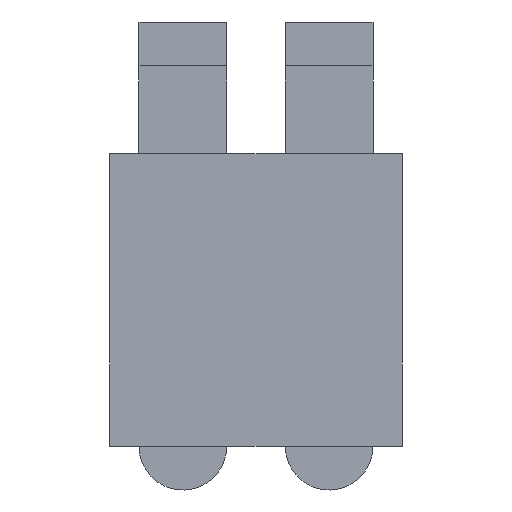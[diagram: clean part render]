
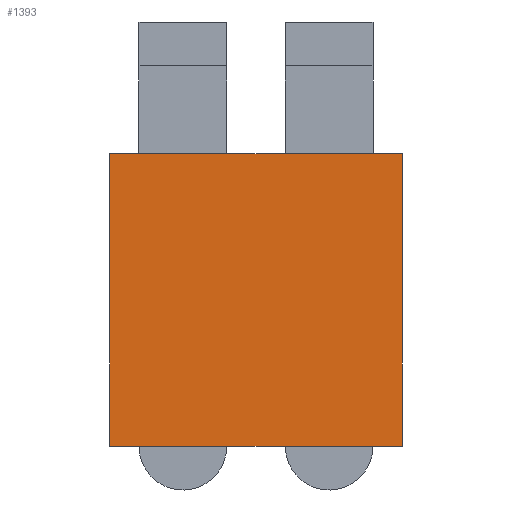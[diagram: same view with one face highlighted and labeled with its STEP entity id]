
A CAD part, front view. The second image highlights one B-rep face of the part: STEP entity #1393.
In plain terms, the highlighted planar face has unit normal (0, -1, 0).
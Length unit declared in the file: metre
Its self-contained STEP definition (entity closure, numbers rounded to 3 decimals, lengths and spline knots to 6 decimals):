
#84 = CARTESIAN_POINT('NONE', (-0.127, 0, 0.127));
#85 = VERTEX_POINT('NONE', #84);
#86 = CARTESIAN_POINT('NONE', (0.127, 0, 0.127));
#87 = VERTEX_POINT('NONE', #86);
#92 = CARTESIAN_POINT('NONE', (0.127, 0, -0.127));
#93 = VERTEX_POINT('NONE', #92);
#96 = CARTESIAN_POINT('NONE', (-0.127, 0, -0.127));
#97 = VERTEX_POINT('NONE', #96);
#412 = DIRECTION('NONE', (1, 0, 0));
#413 = VECTOR('NONE', #412, 1);
#414 = CARTESIAN_POINT('NONE', (-0.127, 0, 0.127));
#415 = LINE('NONE', #414, #413);
#428 = DIRECTION('NONE', (0, 0, -1));
#429 = VECTOR('NONE', #428, 1);
#430 = CARTESIAN_POINT('NONE', (0.127, 0, 0.127));
#431 = LINE('NONE', #430, #429);
#440 = DIRECTION('NONE', (-1, 0, 0));
#441 = VECTOR('NONE', #440, 1);
#442 = CARTESIAN_POINT('NONE', (0.127, 0, -0.127));
#443 = LINE('NONE', #442, #441);
#452 = DIRECTION('NONE', (0, 0, 1));
#453 = VECTOR('NONE', #452, 1);
#454 = CARTESIAN_POINT('NONE', (-0.127, 0, -0.127));
#455 = LINE('NONE', #454, #453);
#712 = EDGE_CURVE('NONE', #85, #87, #415, .T.);
#716 = EDGE_CURVE('NONE', #87, #93, #431, .T.);
#719 = EDGE_CURVE('NONE', #93, #97, #443, .T.);
#722 = EDGE_CURVE('NONE', #97, #85, #455, .T.);
#944 = ORIENTED_EDGE('NONE', *, *, #712, .T.);
#945 = ORIENTED_EDGE('NONE', *, *, #716, .T.);
#946 = ORIENTED_EDGE('NONE', *, *, #719, .T.);
#947 = ORIENTED_EDGE('NONE', *, *, #722, .T.);
#948 = EDGE_LOOP('NONE', (#944, #945, #946, #947));
#1232 = CARTESIAN_POINT('NONE', (0, 0, -0));
#1233 = DIRECTION('NONE', (0, 1, 0));
#1234 = AXIS2_PLACEMENT_3D('NONE', #1232, #1233, $);
#1235 = PLANE('NONE', #1234);
#1392 = FACE_OUTER_BOUND('NONE', #948, .F.);
#1393 = ADVANCED_FACE('NONE', (#1392), #1235, .F.);
